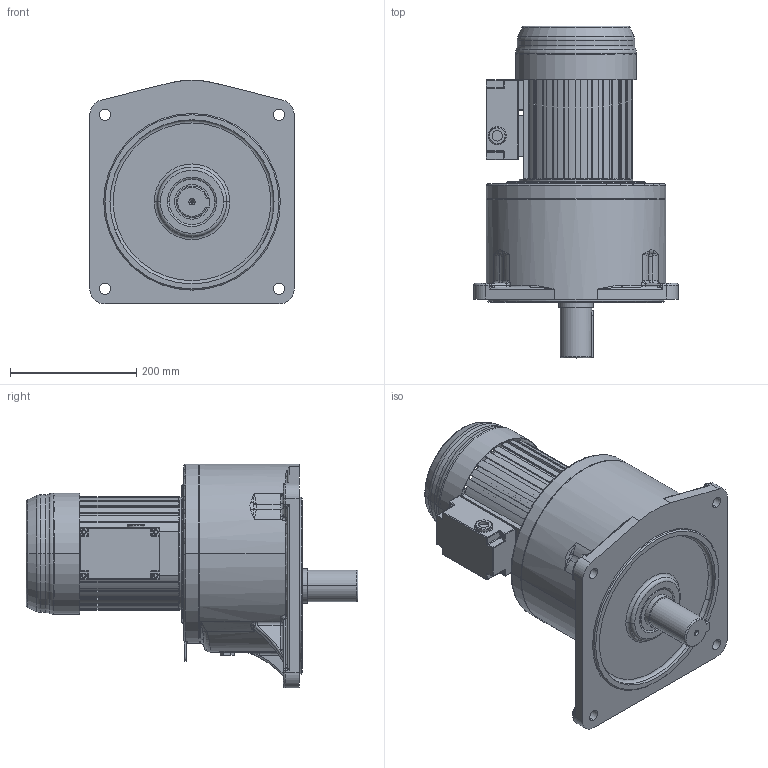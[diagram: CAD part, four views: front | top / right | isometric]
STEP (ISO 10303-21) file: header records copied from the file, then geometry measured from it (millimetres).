
FILE_DESCRIPTION (( 'STEP AP214' ), '1' );
FILE_NAME ('GV-50-1500-i-A-B-G2-RD.STEP', '2023-09-19T02:22:35', ( '' ), ( '' ), 'SwSTEP 2.0', 'SolidWorks 2021', '' );
FILE_SCHEMA (( 'AUTOMOTIVE_DESIGN' ));
Length unit declared in the file: millimetre
Products named in the file (7): 1500W190_蕼偞; 1500W_蕼偞; GV-50-1500-i-A-B-G2-RD; G50_蕼偞; GV-50-1500-i-A-G2-RD(2)_蕼偞; 煞車接線盒DOWN-UP_預設; V50_蕼偞
Assembly tree (6 placements, depth 3):
  GV-50-1500-i-A-B-G2-RD
    GV-50-1500-i-A-G2-RD(2)_蕼偞
      V50_蕼偞
      G50_蕼偞
      1500W_蕼偞
      1500W190_蕼偞
    煞車接線盒DOWN-UP_預設
Bounding box: 323.77 x 526 x 354.89 mm (x, y, z)
Volume: 13277496.1 mm3; surface area: 1082126.3 mm2
Topology: 5 solids, 8 shells, 1519 faces, 4059 edges, 2571 vertices
Faces by surface type: plane 906, cylinder 360, torus 125, bspline 88, sphere 25, cone 15
Entity records: 55027 total; most frequent: CARTESIAN_POINT 16919, ORIENTED_EDGE 8066, DIRECTION 7498, EDGE_CURVE 4033, VECTOR 2890, LINE 2890, VERTEX_POINT 2569, AXIS2_PLACEMENT_3D 2304
